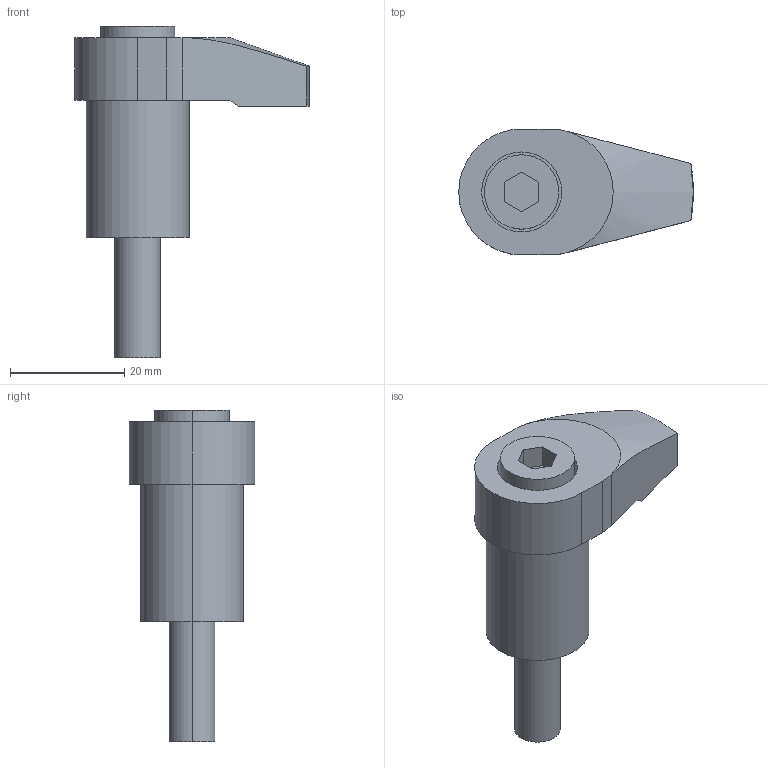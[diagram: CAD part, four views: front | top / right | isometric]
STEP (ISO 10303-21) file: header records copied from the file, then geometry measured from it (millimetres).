
FILE_DESCRIPTION (( 'STEP AP203' ), '1' );
FILE_NAME ('bj130-08030.STEP', '2021-10-25T01:07:51', ( '' ), ( '' ), 'SwSTEP 2.0', 'SolidWorks 2020', '' );
FILE_SCHEMA (( 'CONFIG_CONTROL_DESIGN' ));
Length unit declared in the file: millimetre
Products named in the file (3): bj130-08030_02; bj130-08030; bj130-08030_01
Assembly tree (2 placements, depth 2):
  bj130-08030
    bj130-08030_01
    bj130-08030_02
Bounding box: 41 x 22 x 58 mm (x, y, z)
Volume: 13902.8 mm3; surface area: 6793.6 mm2
Topology: 2 solids, 2 shells, 40 faces, 91 edges, 60 vertices
Faces by surface type: plane 20, cylinder 18, cone 2
Entity records: 1465 total; most frequent: CARTESIAN_POINT 228, DIRECTION 212, ORIENTED_EDGE 182, EDGE_CURVE 91, AXIS2_PLACEMENT_3D 82, VERTEX_POINT 60, LINE 48, VECTOR 48
